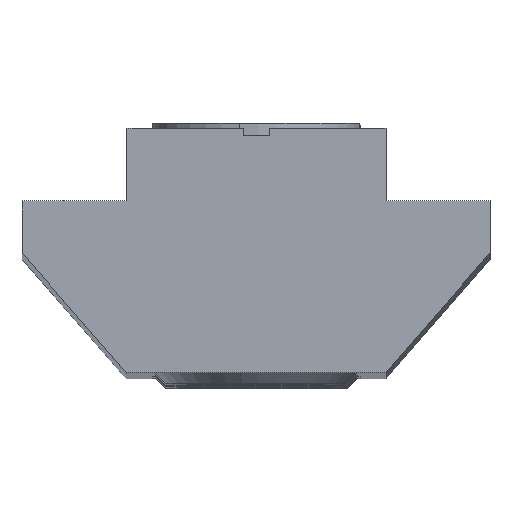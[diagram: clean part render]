
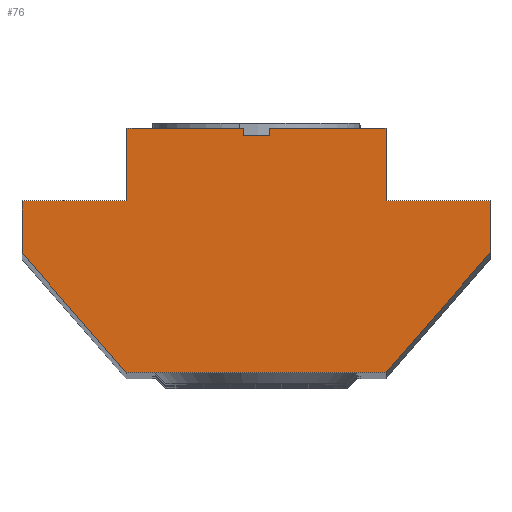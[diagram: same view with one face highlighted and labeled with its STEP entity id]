
A CAD part, top view. The second image highlights one B-rep face of the part: STEP entity #76.
In plain terms, the highlighted planar face has unit normal (0, 0, 1).
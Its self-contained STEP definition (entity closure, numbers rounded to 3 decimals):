
#64 = VECTOR ( 'NONE', #3068, 1000. ) ;
#76 = ADVANCED_FACE ( 'NONE', ( #2812 ), #925, .T. ) ;
#88 = LINE ( 'NONE', #3121, #3280 ) ;
#101 = CARTESIAN_POINT ( 'NONE',  ( 0.5, 4.7, 70. ) ) ;
#158 = LINE ( 'NONE', #3162, #64 ) ;
#195 = CARTESIAN_POINT ( 'NONE',  ( 5., -4.7, 70. ) ) ;
#223 = CARTESIAN_POINT ( 'NONE',  ( 9., -0.1, 70. ) ) ;
#225 = EDGE_CURVE ( 'NONE', #1785, #2824, #2287, .T. ) ;
#234 = CARTESIAN_POINT ( 'NONE',  ( 9., -0.1, 70. ) ) ;
#299 = DIRECTION ( 'NONE',  ( 0., 1., 0. ) ) ;
#336 = EDGE_CURVE ( 'NONE', #907, #3215, #158, .T. ) ;
#382 = LINE ( 'NONE', #3117, #2617 ) ;
#393 = DIRECTION ( 'NONE',  ( 1., 0., 0. ) ) ;
#404 = VERTEX_POINT ( 'NONE', #1747 ) ;
#431 = ORIENTED_EDGE ( 'NONE', *, *, #822, .T. ) ;
#436 = CARTESIAN_POINT ( 'NONE',  ( 9., 1.9, 70. ) ) ;
#439 = EDGE_CURVE ( 'NONE', #3257, #404, #461, .T. ) ;
#461 = LINE ( 'NONE', #2697, #1783 ) ;
#464 = VERTEX_POINT ( 'NONE', #564 ) ;
#495 = DIRECTION ( 'NONE',  ( 1., 0., 0. ) ) ;
#500 = CARTESIAN_POINT ( 'NONE',  ( -0.5, 4.4, 70. ) ) ;
#530 = CARTESIAN_POINT ( 'NONE',  ( -5., 4.7, 70. ) ) ;
#564 = CARTESIAN_POINT ( 'NONE',  ( -9., 1.9, 70. ) ) ;
#566 = CARTESIAN_POINT ( 'NONE',  ( -5., 4.7, 70. ) ) ;
#654 = LINE ( 'NONE', #727, #1274 ) ;
#691 = DIRECTION ( 'NONE',  ( -1., 0., 0. ) ) ;
#701 = VECTOR ( 'NONE', #691, 1000. ) ;
#716 = AXIS2_PLACEMENT_3D ( 'NONE', #1560, #1340, #827 ) ;
#727 = CARTESIAN_POINT ( 'NONE',  ( 5., 1.9, 70. ) ) ;
#775 = CARTESIAN_POINT ( 'NONE',  ( 9., 1.9, 70. ) ) ;
#822 = EDGE_CURVE ( 'NONE', #1735, #964, #3262, .T. ) ;
#827 = DIRECTION ( 'NONE',  ( 1., 0., 0. ) ) ;
#907 = VERTEX_POINT ( 'NONE', #1289 ) ;
#925 = PLANE ( 'NONE',  #716 ) ;
#926 = EDGE_CURVE ( 'NONE', #1787, #3178, #1641, .T. ) ;
#964 = VERTEX_POINT ( 'NONE', #1774 ) ;
#1013 = CARTESIAN_POINT ( 'NONE',  ( 5., 4.7, 70. ) ) ;
#1094 = CARTESIAN_POINT ( 'NONE',  ( 0.5, 4.4, 70. ) ) ;
#1103 = VERTEX_POINT ( 'NONE', #1247 ) ;
#1129 = ORIENTED_EDGE ( 'NONE', *, *, #3060, .T. ) ;
#1158 = VECTOR ( 'NONE', #1281, 1000. ) ;
#1210 = DIRECTION ( 'NONE',  ( -1., 0., 0. ) ) ;
#1226 = ORIENTED_EDGE ( 'NONE', *, *, #2403, .T. ) ;
#1247 = CARTESIAN_POINT ( 'NONE',  ( -5., 1.9, 70. ) ) ;
#1264 = ORIENTED_EDGE ( 'NONE', *, *, #926, .T. ) ;
#1274 = VECTOR ( 'NONE', #3340, 1000. ) ;
#1281 = DIRECTION ( 'NONE',  ( 0., -1., 0. ) ) ;
#1289 = CARTESIAN_POINT ( 'NONE',  ( 5., 1.9, 70. ) ) ;
#1299 = ORIENTED_EDGE ( 'NONE', *, *, #1797, .T. ) ;
#1333 = LINE ( 'NONE', #530, #3328 ) ;
#1340 = DIRECTION ( 'NONE',  ( 0., 0., 1. ) ) ;
#1347 = ORIENTED_EDGE ( 'NONE', *, *, #1540, .T. ) ;
#1360 = CARTESIAN_POINT ( 'NONE',  ( -5., 4.7, 70. ) ) ;
#1372 = VECTOR ( 'NONE', #2928, 1000. ) ;
#1522 = EDGE_CURVE ( 'NONE', #1103, #464, #2060, .T. ) ;
#1536 = ORIENTED_EDGE ( 'NONE', *, *, #336, .T. ) ;
#1540 = EDGE_CURVE ( 'NONE', #964, #1817, #1333, .T. ) ;
#1560 = CARTESIAN_POINT ( 'NONE',  ( 0., 0., 70. ) ) ;
#1594 = VECTOR ( 'NONE', #3282, 1000. ) ;
#1598 = CARTESIAN_POINT ( 'NONE',  ( -5., 4.7, 70. ) ) ;
#1609 = EDGE_CURVE ( 'NONE', #1817, #1103, #3171, .T. ) ;
#1641 = LINE ( 'NONE', #223, #3278 ) ;
#1658 = DIRECTION ( 'NONE',  ( 0.656, 0.755, 0. ) ) ;
#1720 = ORIENTED_EDGE ( 'NONE', *, *, #3111, .T. ) ;
#1735 = VERTEX_POINT ( 'NONE', #500 ) ;
#1742 = DIRECTION ( 'NONE',  ( 0., 1., 0. ) ) ;
#1747 = CARTESIAN_POINT ( 'NONE',  ( -5., -4.7, 70. ) ) ;
#1774 = CARTESIAN_POINT ( 'NONE',  ( -0.5, 4.7, 70. ) ) ;
#1783 = VECTOR ( 'NONE', #2691, 1000. ) ;
#1785 = VERTEX_POINT ( 'NONE', #1094 ) ;
#1787 = VERTEX_POINT ( 'NONE', #2370 ) ;
#1797 = EDGE_CURVE ( 'NONE', #3178, #3147, #2150, .T. ) ;
#1817 = VERTEX_POINT ( 'NONE', #1360 ) ;
#1984 = ORIENTED_EDGE ( 'NONE', *, *, #3195, .F. ) ;
#2017 = EDGE_CURVE ( 'NONE', #464, #3257, #88, .T. ) ;
#2060 = LINE ( 'NONE', #2906, #701 ) ;
#2150 = LINE ( 'NONE', #775, #3414 ) ;
#2287 = LINE ( 'NONE', #3259, #1594 ) ;
#2310 = CARTESIAN_POINT ( 'NONE',  ( -0.5, 4.4, 70. ) ) ;
#2331 = LINE ( 'NONE', #195, #2842 ) ;
#2370 = CARTESIAN_POINT ( 'NONE',  ( 5., -4.7, 70. ) ) ;
#2403 = EDGE_CURVE ( 'NONE', #404, #1787, #2331, .T. ) ;
#2617 = VECTOR ( 'NONE', #495, 1000. ) ;
#2646 = ORIENTED_EDGE ( 'NONE', *, *, #1609, .T. ) ;
#2691 = DIRECTION ( 'NONE',  ( 0.656, -0.755, 0. ) ) ;
#2697 = CARTESIAN_POINT ( 'NONE',  ( -9., -0.1, 70. ) ) ;
#2782 = ORIENTED_EDGE ( 'NONE', *, *, #439, .T. ) ;
#2802 = ORIENTED_EDGE ( 'NONE', *, *, #2017, .T. ) ;
#2812 = FACE_OUTER_BOUND ( 'NONE', #2868, .T. ) ;
#2824 = VERTEX_POINT ( 'NONE', #101 ) ;
#2842 = VECTOR ( 'NONE', #393, 1000. ) ;
#2868 = EDGE_LOOP ( 'NONE', ( #431, #1347, #2646, #3345, #2802, #2782, #1226, #1264, #1299, #1720, #1536, #1129, #2976, #1984 ) ) ;
#2869 = CARTESIAN_POINT ( 'NONE',  ( -9., -0.1, 70. ) ) ;
#2906 = CARTESIAN_POINT ( 'NONE',  ( -9., 1.9, 70. ) ) ;
#2928 = DIRECTION ( 'NONE',  ( -1., 0., 0. ) ) ;
#2931 = VECTOR ( 'NONE', #299, 1000. ) ;
#2971 = DIRECTION ( 'NONE',  ( 0., -1., 0. ) ) ;
#2976 = ORIENTED_EDGE ( 'NONE', *, *, #225, .F. ) ;
#3060 = EDGE_CURVE ( 'NONE', #3215, #2824, #3449, .T. ) ;
#3068 = DIRECTION ( 'NONE',  ( 0., 1., 0. ) ) ;
#3111 = EDGE_CURVE ( 'NONE', #3147, #907, #654, .T. ) ;
#3117 = CARTESIAN_POINT ( 'NONE',  ( -0.5, 4.4, 70. ) ) ;
#3121 = CARTESIAN_POINT ( 'NONE',  ( -9., 1.9, 70. ) ) ;
#3147 = VERTEX_POINT ( 'NONE', #436 ) ;
#3162 = CARTESIAN_POINT ( 'NONE',  ( 5., 4.7, 70. ) ) ;
#3171 = LINE ( 'NONE', #1598, #1158 ) ;
#3178 = VERTEX_POINT ( 'NONE', #234 ) ;
#3195 = EDGE_CURVE ( 'NONE', #1735, #1785, #382, .T. ) ;
#3215 = VERTEX_POINT ( 'NONE', #1013 ) ;
#3257 = VERTEX_POINT ( 'NONE', #2869 ) ;
#3259 = CARTESIAN_POINT ( 'NONE',  ( 0.5, 4.4, 70. ) ) ;
#3262 = LINE ( 'NONE', #2310, #2931 ) ;
#3278 = VECTOR ( 'NONE', #1658, 1000. ) ;
#3280 = VECTOR ( 'NONE', #2971, 1000. ) ;
#3282 = DIRECTION ( 'NONE',  ( 0., 1., 0. ) ) ;
#3328 = VECTOR ( 'NONE', #1210, 1000. ) ;
#3340 = DIRECTION ( 'NONE',  ( -1., 0., 0. ) ) ;
#3345 = ORIENTED_EDGE ( 'NONE', *, *, #1522, .T. ) ;
#3414 = VECTOR ( 'NONE', #1742, 1000. ) ;
#3449 = LINE ( 'NONE', #566, #1372 ) ;
